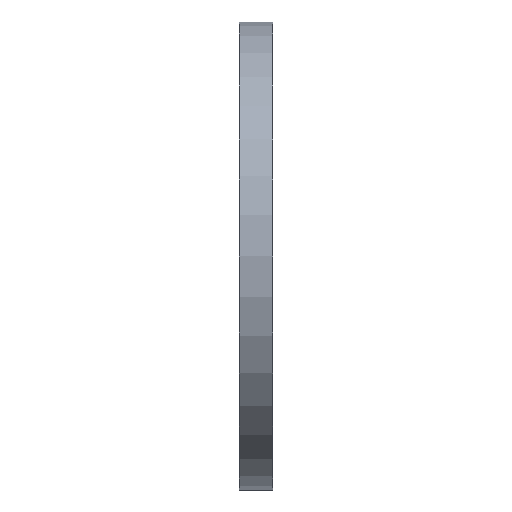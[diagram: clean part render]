
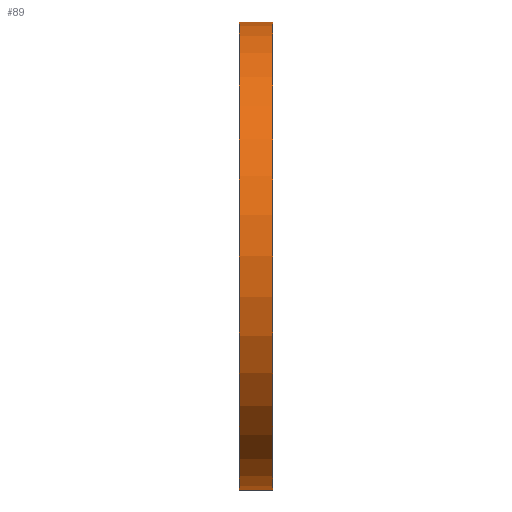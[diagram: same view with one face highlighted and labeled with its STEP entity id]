
A CAD part, front view. The second image highlights one B-rep face of the part: STEP entity #89.
In plain terms, the highlighted cylindrical face has radius 1.782 mm (diameter 3.565 mm), a partial arc.
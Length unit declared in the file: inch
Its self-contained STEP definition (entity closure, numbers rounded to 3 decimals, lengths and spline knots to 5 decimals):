
#7 = CARTESIAN_POINT ( 'NONE',  ( 0.005, -0.00383, -0.07017 ) ) ;
#86 = LINE ( 'NONE', #952, #628 ) ;
#89 = ADVANCED_FACE ( 'NONE', ( #899 ), #800, .T. ) ;
#110 = VERTEX_POINT ( 'NONE', #337 ) ;
#118 = CARTESIAN_POINT ( 'NONE',  ( 0.005, -0.00383, -0.07017 ) ) ;
#123 = CARTESIAN_POINT ( 'NONE',  ( 0.005, -0.00383, 0. ) ) ;
#131 = DIRECTION ( 'NONE',  ( -1., 0., 0. ) ) ;
#136 = EDGE_CURVE ( 'NONE', #210, #214, #447, .T. ) ;
#151 = DIRECTION ( 'NONE',  ( 1., 0., 0. ) ) ;
#171 = EDGE_CURVE ( 'NONE', #836, #214, #493, .T. ) ;
#194 = DIRECTION ( 'NONE',  ( -1., 0., 0. ) ) ;
#208 = DIRECTION ( 'NONE',  ( 0., 0., -1. ) ) ;
#210 = VERTEX_POINT ( 'NONE', #7 ) ;
#214 = VERTEX_POINT ( 'NONE', #377 ) ;
#242 = ORIENTED_EDGE ( 'NONE', *, *, #136, .F. ) ;
#262 = DIRECTION ( 'NONE',  ( 0., 0., 1. ) ) ;
#275 = EDGE_CURVE ( 'NONE', #110, #210, #692, .T. ) ;
#278 = DIRECTION ( 'NONE',  ( 1., 0., 0. ) ) ;
#292 = CARTESIAN_POINT ( 'NONE',  ( -0.005, -0.00383, 0. ) ) ;
#328 = CARTESIAN_POINT ( 'NONE',  ( -0.005, -0.00383, 0.07017 ) ) ;
#337 = CARTESIAN_POINT ( 'NONE',  ( 0.005, -0.00383, 0.07017 ) ) ;
#356 = ORIENTED_EDGE ( 'NONE', *, *, #918, .T. ) ;
#377 = CARTESIAN_POINT ( 'NONE',  ( -0.005, -0.00383, -0.07017 ) ) ;
#379 = ORIENTED_EDGE ( 'NONE', *, *, #275, .F. ) ;
#403 = VECTOR ( 'NONE', #490, 39.37008 ) ;
#418 = EDGE_LOOP ( 'NONE', ( #242, #379, #356, #512 ) ) ;
#447 = LINE ( 'NONE', #118, #403 ) ;
#490 = DIRECTION ( 'NONE',  ( -1., 0., 0. ) ) ;
#493 = CIRCLE ( 'NONE', #770, 0.07017 ) ;
#509 = DIRECTION ( 'NONE',  ( 0., 0., -1. ) ) ;
#512 = ORIENTED_EDGE ( 'NONE', *, *, #171, .T. ) ;
#582 = AXIS2_PLACEMENT_3D ( 'NONE', #123, #194, #262 ) ;
#621 = AXIS2_PLACEMENT_3D ( 'NONE', #721, #278, #509 ) ;
#628 = VECTOR ( 'NONE', #131, 39.37008 ) ;
#692 = CIRCLE ( 'NONE', #621, 0.07017 ) ;
#721 = CARTESIAN_POINT ( 'NONE',  ( 0.005, -0.00383, 0. ) ) ;
#770 = AXIS2_PLACEMENT_3D ( 'NONE', #292, #151, #208 ) ;
#800 = CYLINDRICAL_SURFACE ( 'NONE', #582, 0.07017 ) ;
#836 = VERTEX_POINT ( 'NONE', #328 ) ;
#899 = FACE_OUTER_BOUND ( 'NONE', #418, .T. ) ;
#918 = EDGE_CURVE ( 'NONE', #110, #836, #86, .T. ) ;
#952 = CARTESIAN_POINT ( 'NONE',  ( 0.005, -0.00383, 0.07017 ) ) ;
